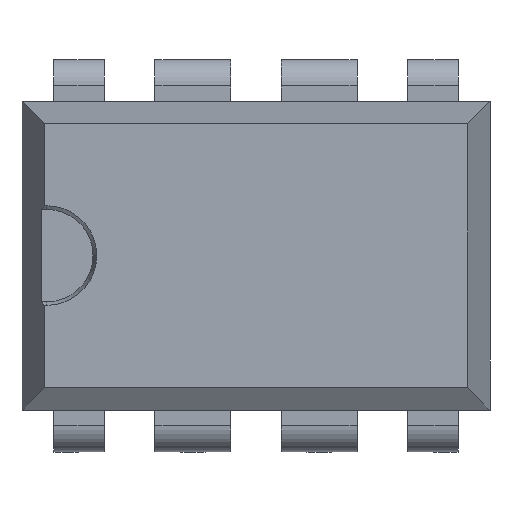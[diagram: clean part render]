
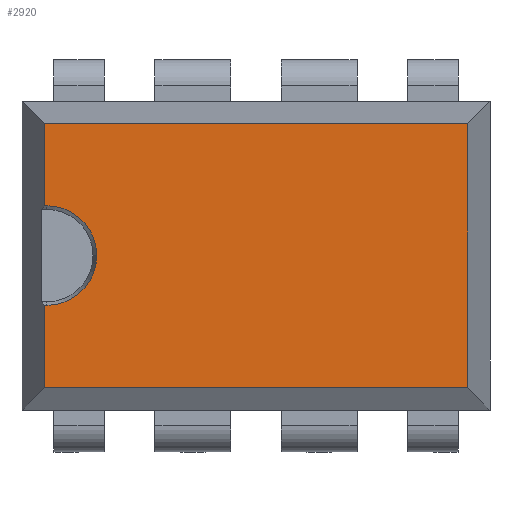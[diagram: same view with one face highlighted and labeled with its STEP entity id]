
A CAD part, top view. The second image highlights one B-rep face of the part: STEP entity #2920.
In plain terms, the highlighted planar face has unit normal (0, 0, 1).
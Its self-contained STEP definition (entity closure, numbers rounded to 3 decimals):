
#1 = EDGE_CURVE ( 'NONE', #3387, #3219, #2939, .T. ) ;
#45 = DIRECTION ( 'NONE',  ( 0., 1., 0. ) ) ;
#81 = AXIS2_PLACEMENT_3D ( 'NONE', #138, #1880, #1556 ) ;
#117 = VERTEX_POINT ( 'NONE', #3411 ) ;
#138 = CARTESIAN_POINT ( 'NONE',  ( 1.27, 0.71, 4.36 ) ) ;
#152 = EDGE_CURVE ( 'NONE', #3219, #3865, #619, .T. ) ;
#223 = VERTEX_POINT ( 'NONE', #2763 ) ;
#250 = CARTESIAN_POINT ( 'NONE',  ( -0.39, 4.81, 4.36 ) ) ;
#377 = CARTESIAN_POINT ( 'NONE',  ( 0.61, 3.81, 4.36 ) ) ;
#416 = AXIS2_PLACEMENT_3D ( 'NONE', #3663, #1333, #3005 ) ;
#547 = ORIENTED_EDGE ( 'NONE', *, *, #1552, .T. ) ;
#574 = VERTEX_POINT ( 'NONE', #2090 ) ;
#615 = VECTOR ( 'NONE', #3725, 1000. ) ;
#619 = LINE ( 'NONE', #1970, #615 ) ;
#644 = EDGE_CURVE ( 'NONE', #3387, #117, #3421, .T. ) ;
#699 = DIRECTION ( 'NONE',  ( 1., 0., 0. ) ) ;
#752 = CARTESIAN_POINT ( 'NONE',  ( -0.39, 3.81, 4.36 ) ) ;
#755 = VECTOR ( 'NONE', #1694, 1000. ) ;
#932 = VERTEX_POINT ( 'NONE', #3434 ) ;
#1072 = ORIENTED_EDGE ( 'NONE', *, *, #1, .T. ) ;
#1333 = DIRECTION ( 'NONE',  ( 0., 0., -1. ) ) ;
#1419 = CARTESIAN_POINT ( 'NONE',  ( -0.44, 4.81, 4.36 ) ) ;
#1552 = EDGE_CURVE ( 'NONE', #4315, #3511, #4256, .T. ) ;
#1556 = DIRECTION ( 'NONE',  ( 1., 0., 0. ) ) ;
#1694 = DIRECTION ( 'NONE',  ( -1., 0., 0. ) ) ;
#1719 = DIRECTION ( 'NONE',  ( 0., 0., -1. ) ) ;
#1750 = CARTESIAN_POINT ( 'NONE',  ( 12.769, 6.46, 4.36 ) ) ;
#1796 = LINE ( 'NONE', #2161, #3295 ) ;
#1806 = ORIENTED_EDGE ( 'NONE', *, *, #2590, .T. ) ;
#1880 = DIRECTION ( 'NONE',  ( 0., 0., 1. ) ) ;
#1896 = DIRECTION ( 'NONE',  ( 1., 0., 0. ) ) ;
#1952 = CARTESIAN_POINT ( 'NONE',  ( -0.44, 0.71, 4.36 ) ) ;
#1970 = CARTESIAN_POINT ( 'NONE',  ( -0.39, 4.81, 4.36 ) ) ;
#2039 = LINE ( 'NONE', #4016, #755 ) ;
#2051 = CARTESIAN_POINT ( 'NONE',  ( 8.06, -3.549, 4.36 ) ) ;
#2076 = PLANE ( 'NONE',  #81 ) ;
#2090 = CARTESIAN_POINT ( 'NONE',  ( 8.06, 1.16, 4.36 ) ) ;
#2161 = CARTESIAN_POINT ( 'NONE',  ( -0.44, 0.71, 4.36 ) ) ;
#2254 = ORIENTED_EDGE ( 'NONE', *, *, #152, .T. ) ;
#2381 = VECTOR ( 'NONE', #3294, 1000. ) ;
#2445 = CIRCLE ( 'NONE', #4307, 1. ) ;
#2511 = EDGE_CURVE ( 'NONE', #574, #117, #3381, .T. ) ;
#2531 = CARTESIAN_POINT ( 'NONE',  ( -0.44, 6.46, 4.36 ) ) ;
#2590 = EDGE_CURVE ( 'NONE', #223, #932, #1796, .T. ) ;
#2692 = ORIENTED_EDGE ( 'NONE', *, *, #2756, .T. ) ;
#2756 = EDGE_CURVE ( 'NONE', #932, #574, #3280, .T. ) ;
#2763 = CARTESIAN_POINT ( 'NONE',  ( -0.44, 2.81, 4.36 ) ) ;
#2834 = EDGE_LOOP ( 'NONE', ( #2254, #3390, #547, #3746, #1806, #2692, #3400, #3922, #1072 ) ) ;
#2920 = ADVANCED_FACE ( 'NONE', ( #3747 ), #2076, .T. ) ;
#2939 = LINE ( 'NONE', #1952, #2381 ) ;
#3005 = DIRECTION ( 'NONE',  ( 1., 0., 0. ) ) ;
#3157 = VECTOR ( 'NONE', #699, 1000. ) ;
#3219 = VERTEX_POINT ( 'NONE', #1419 ) ;
#3255 = VECTOR ( 'NONE', #1896, 1000. ) ;
#3279 = CARTESIAN_POINT ( 'NONE',  ( -0.39, 2.81, 4.36 ) ) ;
#3280 = LINE ( 'NONE', #3582, #3255 ) ;
#3294 = DIRECTION ( 'NONE',  ( 0., -1., 0. ) ) ;
#3295 = VECTOR ( 'NONE', #4235, 1000. ) ;
#3381 = LINE ( 'NONE', #2051, #3730 ) ;
#3387 = VERTEX_POINT ( 'NONE', #2531 ) ;
#3390 = ORIENTED_EDGE ( 'NONE', *, *, #4216, .T. ) ;
#3400 = ORIENTED_EDGE ( 'NONE', *, *, #2511, .T. ) ;
#3411 = CARTESIAN_POINT ( 'NONE',  ( 8.06, 6.46, 4.36 ) ) ;
#3421 = LINE ( 'NONE', #1750, #3157 ) ;
#3431 = DIRECTION ( 'NONE',  ( 1., 0., 0. ) ) ;
#3434 = CARTESIAN_POINT ( 'NONE',  ( -0.44, 1.16, 4.36 ) ) ;
#3511 = VERTEX_POINT ( 'NONE', #3279 ) ;
#3582 = CARTESIAN_POINT ( 'NONE',  ( 12.769, 1.16, 4.36 ) ) ;
#3663 = CARTESIAN_POINT ( 'NONE',  ( -0.39, 3.81, 4.36 ) ) ;
#3725 = DIRECTION ( 'NONE',  ( 1., 0., 0. ) ) ;
#3730 = VECTOR ( 'NONE', #45, 1000. ) ;
#3746 = ORIENTED_EDGE ( 'NONE', *, *, #4061, .T. ) ;
#3747 = FACE_OUTER_BOUND ( 'NONE', #2834, .T. ) ;
#3865 = VERTEX_POINT ( 'NONE', #250 ) ;
#3922 = ORIENTED_EDGE ( 'NONE', *, *, #644, .F. ) ;
#4016 = CARTESIAN_POINT ( 'NONE',  ( -0.817, 2.81, 4.36 ) ) ;
#4061 = EDGE_CURVE ( 'NONE', #3511, #223, #2039, .T. ) ;
#4216 = EDGE_CURVE ( 'NONE', #3865, #4315, #2445, .T. ) ;
#4235 = DIRECTION ( 'NONE',  ( 0., -1., 0. ) ) ;
#4256 = CIRCLE ( 'NONE', #416, 1. ) ;
#4307 = AXIS2_PLACEMENT_3D ( 'NONE', #752, #1719, #3431 ) ;
#4315 = VERTEX_POINT ( 'NONE', #377 ) ;
